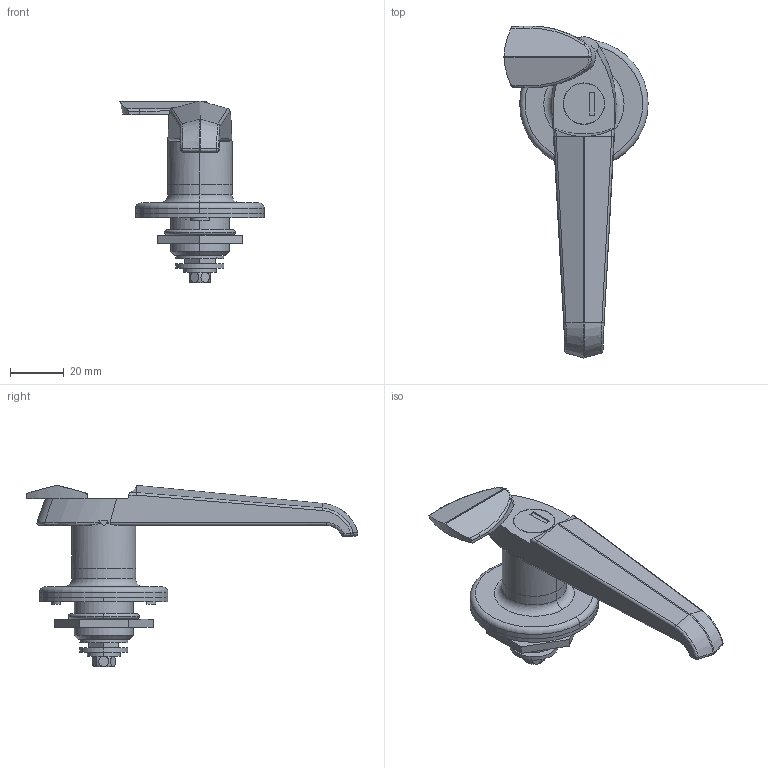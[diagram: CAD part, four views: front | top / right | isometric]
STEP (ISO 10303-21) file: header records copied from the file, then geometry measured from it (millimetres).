
FILE_DESCRIPTION (( 'STEP AP203' ), '1' );
FILE_NAME ('A-1140-2-1-TAK60.STEP', '2024-01-10T05:38:53', ( '' ), ( '' ), 'SwSTEP 2.0', 'SolidWorks 2021', '' );
FILE_SCHEMA (( 'CONFIG_CONTROL_DESIGN' ));
Length unit declared in the file: millimetre
Products named in the file (12): ダミーローター__#TAK60-4-0_; A-1140-2キャップ_; A-1140-2-1-TAK60; A-1140-2バネ座金_; A-1140-2六角ナット__A-1140-3用; A-1140-2本体_; A-1140-2僗儁乕僒乕_; A-1140-2儕儞僌儚僢僔儍乕; A-1140-2パッキン; 廫帤寠晅偒榋妏儃儖僩M6_M6亊9; A-1140-2受座_; A-1140-2平座金_
Assembly tree (11 placements, depth 2):
  A-1140-2-1-TAK60
    A-1140-2本体_
    A-1140-2キャップ_
    A-1140-2受座_
    A-1140-2パッキン
    A-1140-2六角ナット__A-1140-3用
    A-1140-2僗儁乕僒乕_
    A-1140-2バネ座金_
    A-1140-2平座金_
    廫帤寠晅偒榋妏儃儖僩M6_M6亊9
    A-1140-2儕儞僌儚僢僔儍乕
    ダミーローター__#TAK60-4-0_
Bounding box: 53.9 x 124.03 x 67.8 mm (x, y, z)
Volume: 39892.7 mm3; surface area: 28815.9 mm2
Topology: 11 solids, 11 shells, 251 faces, 576 edges, 363 vertices
Faces by surface type: plane 103, cylinder 87, bspline 30, torus 15, cone 9, sphere 7
Entity records: 9916 total; most frequent: CARTESIAN_POINT 3153, ORIENTED_EDGE 1142, DIRECTION 1131, EDGE_CURVE 571, AXIS2_PLACEMENT_3D 439, VERTEX_POINT 361, EDGE_LOOP 286, VECTOR 253
